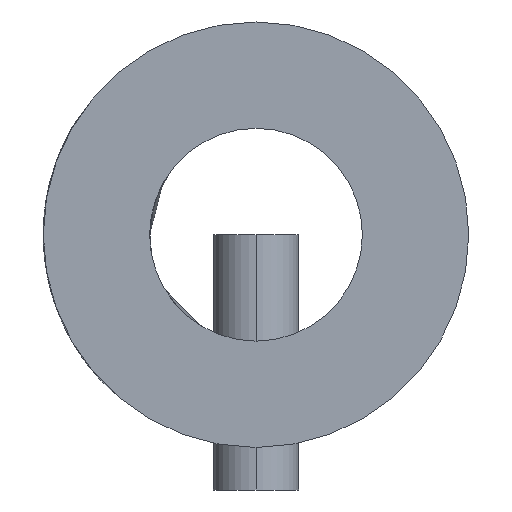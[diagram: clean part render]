
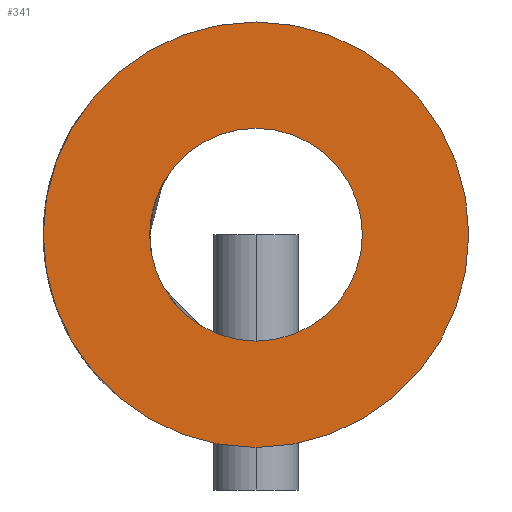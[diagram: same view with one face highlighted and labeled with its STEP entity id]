
A CAD part, left-side view. The second image highlights one B-rep face of the part: STEP entity #341.
In plain terms, the highlighted planar face has unit normal (-1, 0, 0).
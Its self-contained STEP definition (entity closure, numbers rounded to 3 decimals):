
#51 = EDGE_CURVE ( 'NONE', #225, #311, #654, .T. ) ;
#65 = FACE_BOUND ( 'NONE', #967, .T. ) ;
#87 = DIRECTION ( 'NONE',  ( 0., 0., -1. ) ) ;
#215 = CARTESIAN_POINT ( 'NONE',  ( 0., 0., 5. ) ) ;
#225 = VERTEX_POINT ( 'NONE', #2454 ) ;
#241 = CARTESIAN_POINT ( 'NONE',  ( 0., 0., 0. ) ) ;
#293 = AXIS2_PLACEMENT_3D ( 'NONE', #2060, #2510, #1511 ) ;
#311 = VERTEX_POINT ( 'NONE', #215 ) ;
#341 = ADVANCED_FACE ( 'NONE', ( #1931, #65 ), #2415, .F. ) ;
#468 = DIRECTION ( 'NONE',  ( 1., 0., 0. ) ) ;
#573 = DIRECTION ( 'NONE',  ( 0., 0., -1. ) ) ;
#644 = AXIS2_PLACEMENT_3D ( 'NONE', #2217, #1230, #87 ) ;
#654 = CIRCLE ( 'NONE', #644, 5. ) ;
#693 = AXIS2_PLACEMENT_3D ( 'NONE', #951, #2534, #573 ) ;
#814 = CARTESIAN_POINT ( 'NONE',  ( 0., 0., -10. ) ) ;
#851 = DIRECTION ( 'NONE',  ( 0., 0., -1. ) ) ;
#901 = VERTEX_POINT ( 'NONE', #814 ) ;
#951 = CARTESIAN_POINT ( 'NONE',  ( 0., 0., 0. ) ) ;
#967 = EDGE_LOOP ( 'NONE', ( #1459, #2004 ) ) ;
#1007 = VERTEX_POINT ( 'NONE', #1034 ) ;
#1034 = CARTESIAN_POINT ( 'NONE',  ( 0., 0., 10. ) ) ;
#1073 = CIRCLE ( 'NONE', #693, 10. ) ;
#1108 = AXIS2_PLACEMENT_3D ( 'NONE', #241, #468, #1780 ) ;
#1115 = EDGE_CURVE ( 'NONE', #311, #225, #1967, .T. ) ;
#1230 = DIRECTION ( 'NONE',  ( 1., 0., 0. ) ) ;
#1432 = DIRECTION ( 'NONE',  ( 1., 0., 0. ) ) ;
#1446 = EDGE_CURVE ( 'NONE', #901, #1007, #1073, .T. ) ;
#1459 = ORIENTED_EDGE ( 'NONE', *, *, #1115, .T. ) ;
#1511 = DIRECTION ( 'NONE',  ( 0., 0., -1. ) ) ;
#1780 = DIRECTION ( 'NONE',  ( 0., 0., -1. ) ) ;
#1786 = EDGE_CURVE ( 'NONE', #1007, #901, #2083, .T. ) ;
#1886 = EDGE_LOOP ( 'NONE', ( #1938, #1912 ) ) ;
#1912 = ORIENTED_EDGE ( 'NONE', *, *, #1446, .F. ) ;
#1931 = FACE_OUTER_BOUND ( 'NONE', #1886, .T. ) ;
#1938 = ORIENTED_EDGE ( 'NONE', *, *, #1786, .F. ) ;
#1967 = CIRCLE ( 'NONE', #2285, 5. ) ;
#2004 = ORIENTED_EDGE ( 'NONE', *, *, #51, .T. ) ;
#2060 = CARTESIAN_POINT ( 'NONE',  ( 0., 0., 0. ) ) ;
#2083 = CIRCLE ( 'NONE', #293, 10. ) ;
#2205 = CARTESIAN_POINT ( 'NONE',  ( 0., 0., 0. ) ) ;
#2217 = CARTESIAN_POINT ( 'NONE',  ( 0., 0., 0. ) ) ;
#2285 = AXIS2_PLACEMENT_3D ( 'NONE', #2205, #1432, #851 ) ;
#2415 = PLANE ( 'NONE',  #1108 ) ;
#2454 = CARTESIAN_POINT ( 'NONE',  ( 0., 0., -5. ) ) ;
#2510 = DIRECTION ( 'NONE',  ( 1., 0., 0. ) ) ;
#2534 = DIRECTION ( 'NONE',  ( 1., 0., 0. ) ) ;
